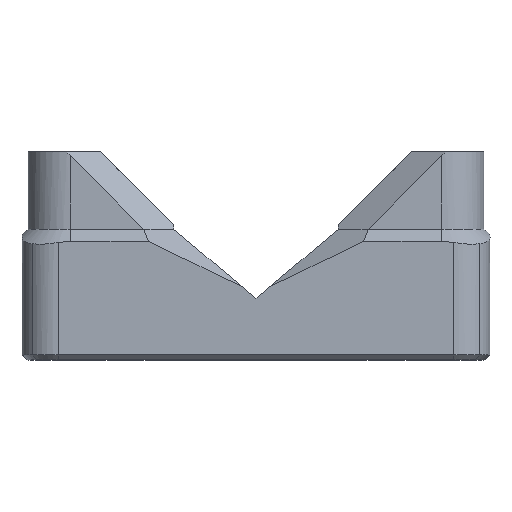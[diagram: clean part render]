
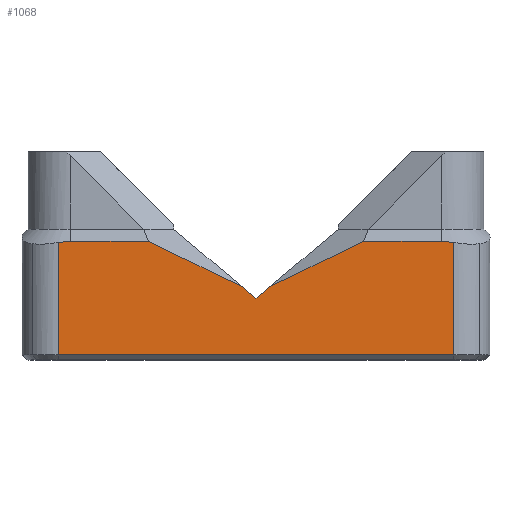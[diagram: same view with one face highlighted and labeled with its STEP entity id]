
A CAD part, top view. The second image highlights one B-rep face of the part: STEP entity #1068.
In plain terms, the highlighted face is planar.
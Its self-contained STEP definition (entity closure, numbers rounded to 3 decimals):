
#17 = EDGE_CURVE ( 'NONE', #614, #5100, #3414, .T. ) ;
#32 = DIRECTION ( 'NONE',  ( 0., 0., -1. ) ) ;
#36 = CARTESIAN_POINT ( 'NONE',  ( -12.287, -18.665, -5.359 ) ) ;
#44 = LINE ( 'NONE', #2913, #3676 ) ;
#114 = EDGE_CURVE ( 'NONE', #3141, #1270, #44, .T. ) ;
#115 = CARTESIAN_POINT ( 'NONE',  ( -0.972, -18.665, 6.016 ) ) ;
#179 = VERTEX_POINT ( 'NONE', #1010 ) ;
#245 = VECTOR ( 'NONE', #376, 1000. ) ;
#264 = AXIS2_PLACEMENT_3D ( 'NONE', #4737, #1762, #4766 ) ;
#328 = DIRECTION ( 'NONE',  ( -0.766, 0., 0.643 ) ) ;
#376 = DIRECTION ( 'NONE',  ( -0.9, 0., 0.436 ) ) ;
#416 = VERTEX_POINT ( 'NONE', #2039 ) ;
#430 = EDGE_LOOP ( 'NONE', ( #5029, #5236, #3723, #1540, #5444, #4082, #3396, #4526, #2531, #4718, #3347 ) ) ;
#508 = EDGE_CURVE ( 'NONE', #416, #2246, #4747, .T. ) ;
#538 = EDGE_CURVE ( 'NONE', #4679, #416, #2608, .T. ) ;
#614 = VERTEX_POINT ( 'NONE', #923 ) ;
#823 = LINE ( 'NONE', #1709, #1707 ) ;
#889 = CARTESIAN_POINT ( 'NONE',  ( -17.086, -18.665, -2.876 ) ) ;
#921 = CARTESIAN_POINT ( 'NONE',  ( -15.486, -18.665, 9.769 ) ) ;
#923 = CARTESIAN_POINT ( 'NONE',  ( -15.151, -18.665, 9.769 ) ) ;
#947 = VECTOR ( 'NONE', #4279, 1000. ) ;
#1010 = CARTESIAN_POINT ( 'NONE',  ( -8.719, -18.665, 9.769 ) ) ;
#1068 = ADVANCED_FACE ( 'NONE', ( #3045 ), #3016, .F. ) ;
#1175 = VERTEX_POINT ( 'NONE', #115 ) ;
#1270 = VERTEX_POINT ( 'NONE', #3658 ) ;
#1364 = CARTESIAN_POINT ( 'NONE',  ( 16.449, -18.665, 0.4 ) ) ;
#1401 = DIRECTION ( 'NONE',  ( -1., 0., 0. ) ) ;
#1540 = ORIENTED_EDGE ( 'NONE', *, *, #5108, .F. ) ;
#1623 = CARTESIAN_POINT ( 'NONE',  ( 16.449, -18.665, 9.681 ) ) ;
#1707 = VECTOR ( 'NONE', #32, 1000. ) ;
#1709 = CARTESIAN_POINT ( 'NONE',  ( 16.449, -18.665, 9.966 ) ) ;
#1716 = B_SPLINE_CURVE_WITH_KNOTS ( 'NONE', 3,
 ( #5049, #5475, #4091, #1623 ),
 .UNSPECIFIED., .F., .F.,
 ( 4, 4 ),
 ( 0.012, 0.013 ),
 .UNSPECIFIED. ) ;
#1762 = DIRECTION ( 'NONE',  ( 0., 1., 0. ) ) ;
#1809 = VECTOR ( 'NONE', #5228, 1000. ) ;
#1824 = DIRECTION ( 'NONE',  ( 0.766, 0., 0.643 ) ) ;
#1914 = EDGE_CURVE ( 'NONE', #179, #614, #3161, .T. ) ;
#2034 = CARTESIAN_POINT ( 'NONE',  ( -16.151, -18.665, 9.681 ) ) ;
#2039 = CARTESIAN_POINT ( 'NONE',  ( 1.27, -18.665, 6.016 ) ) ;
#2054 = VECTOR ( 'NONE', #3294, 1000. ) ;
#2246 = VERTEX_POINT ( 'NONE', #4904 ) ;
#2455 = VECTOR ( 'NONE', #1401, 1000. ) ;
#2487 = EDGE_CURVE ( 'NONE', #4679, #1175, #4196, .T. ) ;
#2527 = EDGE_CURVE ( 'NONE', #5100, #1270, #4639, .T. ) ;
#2531 = ORIENTED_EDGE ( 'NONE', *, *, #1914, .T. ) ;
#2608 = LINE ( 'NONE', #36, #4312 ) ;
#2661 = CARTESIAN_POINT ( 'NONE',  ( -16.151, -18.665, 9.681 ) ) ;
#2712 = VERTEX_POINT ( 'NONE', #2755 ) ;
#2755 = CARTESIAN_POINT ( 'NONE',  ( 16.449, -18.665, 9.681 ) ) ;
#2913 = CARTESIAN_POINT ( 'NONE',  ( 11.342, -18.665, 0.4 ) ) ;
#3004 = CARTESIAN_POINT ( 'NONE',  ( 17.384, -18.665, -2.876 ) ) ;
#3016 = PLANE ( 'NONE',  #264 ) ;
#3045 = FACE_OUTER_BOUND ( 'NONE', #430, .T. ) ;
#3141 = VERTEX_POINT ( 'NONE', #1364 ) ;
#3161 = LINE ( 'NONE', #4474, #2455 ) ;
#3294 = DIRECTION ( 'NONE',  ( 1., 0., 0. ) ) ;
#3347 = ORIENTED_EDGE ( 'NONE', *, *, #2527, .T. ) ;
#3396 = ORIENTED_EDGE ( 'NONE', *, *, #2487, .T. ) ;
#3399 = CARTESIAN_POINT ( 'NONE',  ( 15.449, -18.665, 9.769 ) ) ;
#3414 = B_SPLINE_CURVE_WITH_KNOTS ( 'NONE', 3,
 ( #3931, #921, #4799, #2661 ),
 .UNSPECIFIED., .F., .F.,
 ( 4, 4 ),
 ( 0.012, 0.013 ),
 .UNSPECIFIED. ) ;
#3634 = VECTOR ( 'NONE', #328, 1000. ) ;
#3658 = CARTESIAN_POINT ( 'NONE',  ( -16.151, -18.665, 0.4 ) ) ;
#3676 = VECTOR ( 'NONE', #5146, 1000. ) ;
#3723 = ORIENTED_EDGE ( 'NONE', *, *, #5077, .F. ) ;
#3726 = CARTESIAN_POINT ( 'NONE',  ( -20.796, -18.665, 9.769 ) ) ;
#3766 = CARTESIAN_POINT ( 'NONE',  ( 0.149, -18.665, 5.076 ) ) ;
#3931 = CARTESIAN_POINT ( 'NONE',  ( -15.151, -18.665, 9.769 ) ) ;
#4082 = ORIENTED_EDGE ( 'NONE', *, *, #538, .F. ) ;
#4091 = CARTESIAN_POINT ( 'NONE',  ( 16.121, -18.665, 9.738 ) ) ;
#4119 = LINE ( 'NONE', #3726, #2054 ) ;
#4196 = LINE ( 'NONE', #4500, #3634 ) ;
#4279 = DIRECTION ( 'NONE',  ( 0., 0., -1. ) ) ;
#4312 = VECTOR ( 'NONE', #1824, 1000. ) ;
#4474 = CARTESIAN_POINT ( 'NONE',  ( 21.094, -18.665, 9.769 ) ) ;
#4500 = CARTESIAN_POINT ( 'NONE',  ( 12.585, -18.665, -5.359 ) ) ;
#4526 = ORIENTED_EDGE ( 'NONE', *, *, #5492, .T. ) ;
#4639 = LINE ( 'NONE', #5180, #947 ) ;
#4679 = VERTEX_POINT ( 'NONE', #3766 ) ;
#4718 = ORIENTED_EDGE ( 'NONE', *, *, #17, .T. ) ;
#4737 = CARTESIAN_POINT ( 'NONE',  ( 21.094, -18.665, 4.781 ) ) ;
#4747 = LINE ( 'NONE', #889, #1809 ) ;
#4766 = DIRECTION ( 'NONE',  ( 0., 0., 1. ) ) ;
#4799 = CARTESIAN_POINT ( 'NONE',  ( -15.823, -18.665, 9.738 ) ) ;
#4904 = CARTESIAN_POINT ( 'NONE',  ( 9.017, -18.665, 9.769 ) ) ;
#5029 = ORIENTED_EDGE ( 'NONE', *, *, #114, .F. ) ;
#5049 = CARTESIAN_POINT ( 'NONE',  ( 15.449, -18.665, 9.769 ) ) ;
#5077 = EDGE_CURVE ( 'NONE', #5421, #2712, #1716, .T. ) ;
#5100 = VERTEX_POINT ( 'NONE', #2034 ) ;
#5108 = EDGE_CURVE ( 'NONE', #2246, #5421, #4119, .T. ) ;
#5146 = DIRECTION ( 'NONE',  ( -1., 0., 0. ) ) ;
#5180 = CARTESIAN_POINT ( 'NONE',  ( -16.151, -18.665, 9.966 ) ) ;
#5203 = LINE ( 'NONE', #3004, #245 ) ;
#5228 = DIRECTION ( 'NONE',  ( 0.9, 0., 0.436 ) ) ;
#5236 = ORIENTED_EDGE ( 'NONE', *, *, #5284, .F. ) ;
#5284 = EDGE_CURVE ( 'NONE', #2712, #3141, #823, .T. ) ;
#5421 = VERTEX_POINT ( 'NONE', #3399 ) ;
#5444 = ORIENTED_EDGE ( 'NONE', *, *, #508, .F. ) ;
#5475 = CARTESIAN_POINT ( 'NONE',  ( 15.784, -18.665, 9.769 ) ) ;
#5492 = EDGE_CURVE ( 'NONE', #1175, #179, #5203, .T. ) ;
